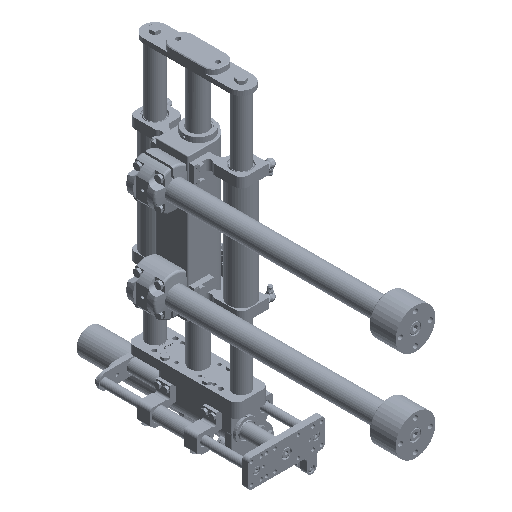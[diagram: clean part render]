
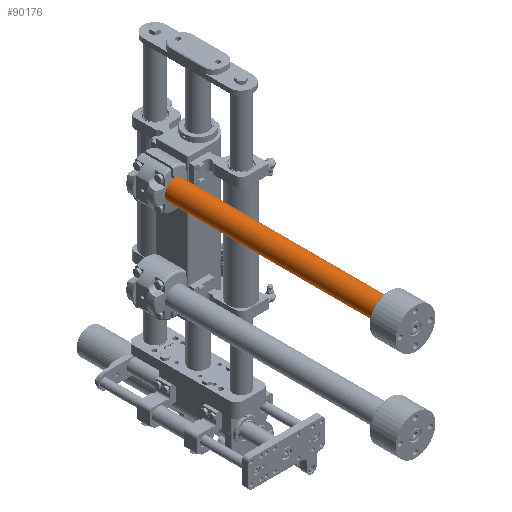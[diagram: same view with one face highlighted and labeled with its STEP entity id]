
A CAD part, isometric view. The second image highlights one B-rep face of the part: STEP entity #90176.
In plain terms, the highlighted cylindrical face has radius 15 mm (diameter 30 mm), a full revolution.
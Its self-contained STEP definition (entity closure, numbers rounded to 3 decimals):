
#7385 = CIRCLE ( 'NONE', #65230, 15. ) ;
#13800 = DIRECTION ( 'NONE',  ( 0., 0., 1. ) ) ;
#19639 = VERTEX_POINT ( 'NONE', #65080 ) ;
#43032 = CYLINDRICAL_SURFACE ( 'NONE', #88110, 15. ) ;
#46111 = DIRECTION ( 'NONE',  ( -1., 0., 0. ) ) ;
#50031 = CARTESIAN_POINT ( 'NONE',  ( -96.259, 0., 0. ) ) ;
#58196 = FACE_OUTER_BOUND ( 'NONE', #70504, .T. ) ;
#64670 = CARTESIAN_POINT ( 'NONE',  ( -400., 0., 0. ) ) ;
#65080 = CARTESIAN_POINT ( 'NONE',  ( -1., 0., 15. ) ) ;
#65230 = AXIS2_PLACEMENT_3D ( 'NONE', #103374, #67118, #92894 ) ;
#65546 = EDGE_LOOP ( 'NONE', ( #104431 ) ) ;
#67118 = DIRECTION ( 'NONE',  ( -1., 0., 0. ) ) ;
#67555 = AXIS2_PLACEMENT_3D ( 'NONE', #64670, #46111, #100541 ) ;
#70504 = EDGE_LOOP ( 'NONE', ( #74911 ) ) ;
#74911 = ORIENTED_EDGE ( 'NONE', *, *, #88182, .T. ) ;
#78753 = CIRCLE ( 'NONE', #67555, 15. ) ;
#85311 = CARTESIAN_POINT ( 'NONE',  ( -400., 0., 15. ) ) ;
#87375 = DIRECTION ( 'NONE',  ( -1., 0., 0. ) ) ;
#88110 = AXIS2_PLACEMENT_3D ( 'NONE', #50031, #87375, #13800 ) ;
#88182 = EDGE_CURVE ( 'NONE', #19639, #19639, #7385, .T. ) ;
#90176 = ADVANCED_FACE ( 'NONE', ( #58196, #104900 ), #43032, .T. ) ;
#92894 = DIRECTION ( 'NONE',  ( 0., 0., 1. ) ) ;
#100541 = DIRECTION ( 'NONE',  ( 0., 0., 1. ) ) ;
#103374 = CARTESIAN_POINT ( 'NONE',  ( -1., 0., 0. ) ) ;
#103491 = EDGE_CURVE ( 'NONE', #110461, #110461, #78753, .T. ) ;
#104431 = ORIENTED_EDGE ( 'NONE', *, *, #103491, .F. ) ;
#104900 = FACE_OUTER_BOUND ( 'NONE', #65546, .T. ) ;
#110461 = VERTEX_POINT ( 'NONE', #85311 ) ;
